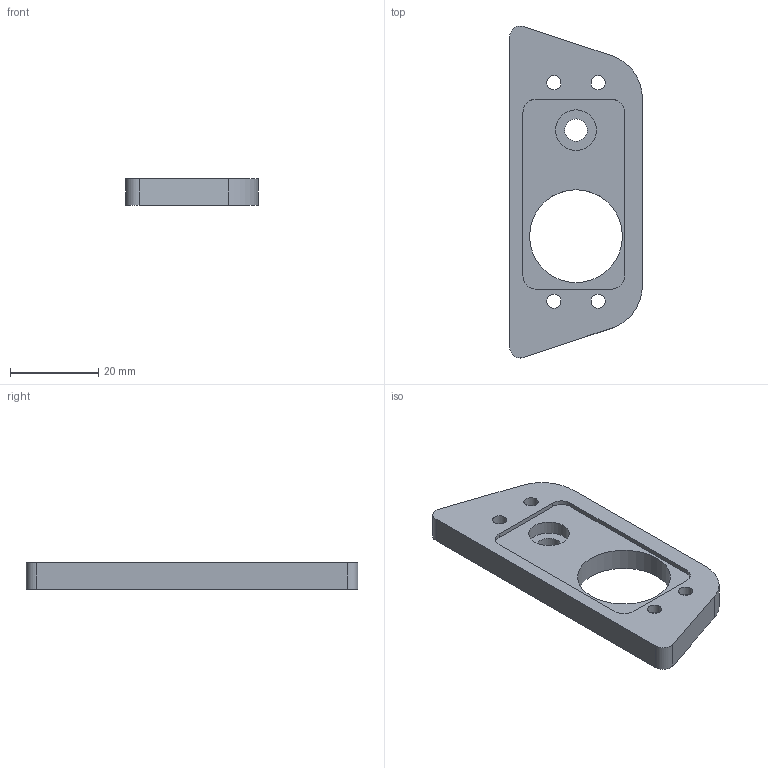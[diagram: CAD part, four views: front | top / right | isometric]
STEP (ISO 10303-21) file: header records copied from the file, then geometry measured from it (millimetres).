
FILE_DESCRIPTION(/* description */ (''),/* implementation_level */ '2;1');
FILE_NAME(/* name */ '舵盘连接机加件.stp',/* time_stamp */ '2024-10-08T12:22:22+08:00',/* author */ (''),/* organization */ (''),/* preprocessor_version */ 'ST-DEVELOPER v20',/* originating_system */ 'SIEMENS PLM Software NX2312.5001',/* authorisation */ '');
FILE_SCHEMA (('AUTOMOTIVE_DESIGN { 1 0 10303 214 3 1 1 1 }'));
Length unit declared in the file: millimetre
Products named in the file (1): 舵盘连接机加件
Bounding box: 30 x 75.13 x 6 mm (x, y, z)
Volume: 8443.7 mm3; surface area: 5265.7 mm2
Topology: 1 solids, 1 shells, 35 faces, 86 edges, 59 vertices
Faces by surface type: cylinder 19, plane 16
Full cylindrical faces by diameter (mm): 3.2 x4, 5.1 x1, 6 x4, 9.2 x1, 21 x1
Entity records: 1006 total; most frequent: DIRECTION 180, CARTESIAN_POINT 160, ORIENTED_EDGE 140, AXIS2_PLACEMENT_3D 74, EDGE_CURVE 70, EDGE_LOOP 64, VERTEX_POINT 54, FACE_BOUND 48
